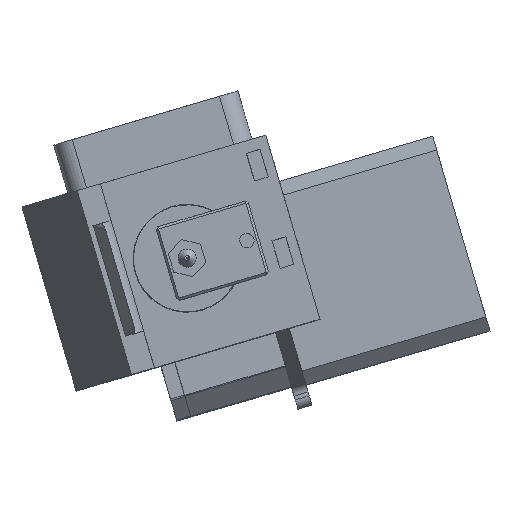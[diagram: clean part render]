
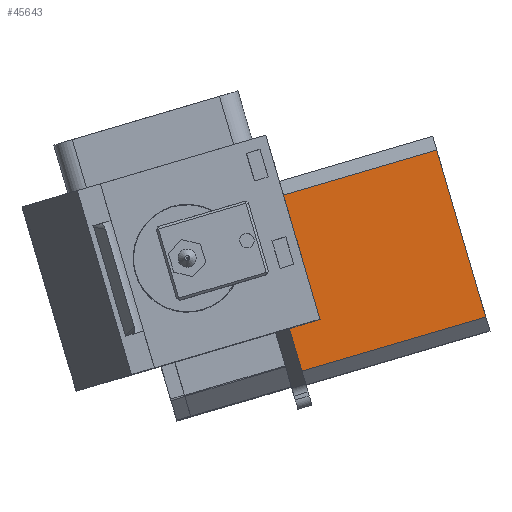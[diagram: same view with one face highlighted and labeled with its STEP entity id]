
A CAD part, top view. The second image highlights one B-rep face of the part: STEP entity #45643.
In plain terms, the highlighted planar face has unit normal (0, 0, 1).
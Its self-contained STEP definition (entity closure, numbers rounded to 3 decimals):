
#6778=FACE_OUTER_BOUND('',#9383,.T.);
#9383=EDGE_LOOP('',(#38479,#38480,#38481,#38482));
#12652=LINE('',#83357,#16119);
#12653=LINE('',#83359,#16120);
#12654=LINE('',#83361,#16121);
#12655=LINE('',#83362,#16122);
#16119=VECTOR('',#60275,10.);
#16120=VECTOR('',#60276,10.);
#16121=VECTOR('',#60277,10.);
#16122=VECTOR('',#60278,10.);
#20270=VERTEX_POINT('',#83355);
#20271=VERTEX_POINT('',#83356);
#20272=VERTEX_POINT('',#83358);
#20273=VERTEX_POINT('',#83360);
#26464=EDGE_CURVE('',#20270,#20271,#12652,.T.);
#26465=EDGE_CURVE('',#20271,#20272,#12653,.T.);
#26466=EDGE_CURVE('',#20273,#20272,#12654,.T.);
#26467=EDGE_CURVE('',#20270,#20273,#12655,.T.);
#38479=ORIENTED_EDGE('',*,*,#26464,.T.);
#38480=ORIENTED_EDGE('',*,*,#26465,.T.);
#38481=ORIENTED_EDGE('',*,*,#26466,.F.);
#38482=ORIENTED_EDGE('',*,*,#26467,.F.);
#41584=PLANE('',#50009);
#45643=ADVANCED_FACE('',(#6778),#41584,.T.);
#50009=AXIS2_PLACEMENT_3D('',#83354,#60273,#60274);
#60273=DIRECTION('center_axis',(0.,0.,1.));
#60274=DIRECTION('ref_axis',(1.,0.,0.));
#60275=DIRECTION('',(1.,0.,0.));
#60276=DIRECTION('',(0.,1.,0.));
#60277=DIRECTION('',(1.,0.,0.));
#60278=DIRECTION('',(0.,1.,0.));
#83354=CARTESIAN_POINT('Origin',(3.,0.,42.3));
#83355=CARTESIAN_POINT('',(3.,0.,42.3));
#83356=CARTESIAN_POINT('',(39.3,0.,42.3));
#83357=CARTESIAN_POINT('',(3.,0.,42.3));
#83358=CARTESIAN_POINT('',(39.3,40.,42.3));
#83359=CARTESIAN_POINT('',(39.3,0.,42.3));
#83360=CARTESIAN_POINT('',(3.,40.,42.3));
#83361=CARTESIAN_POINT('',(3.,40.,42.3));
#83362=CARTESIAN_POINT('',(3.,0.,42.3));
